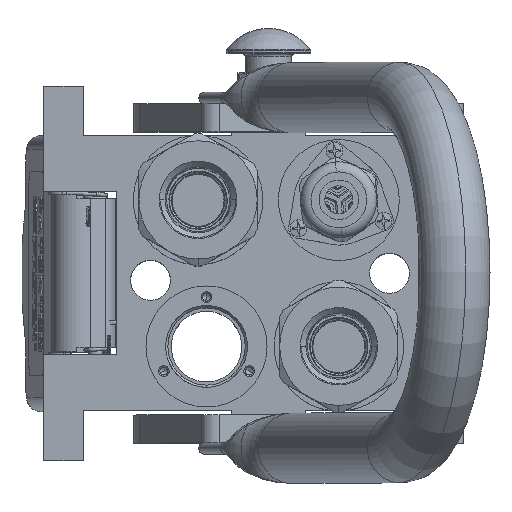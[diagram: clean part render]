
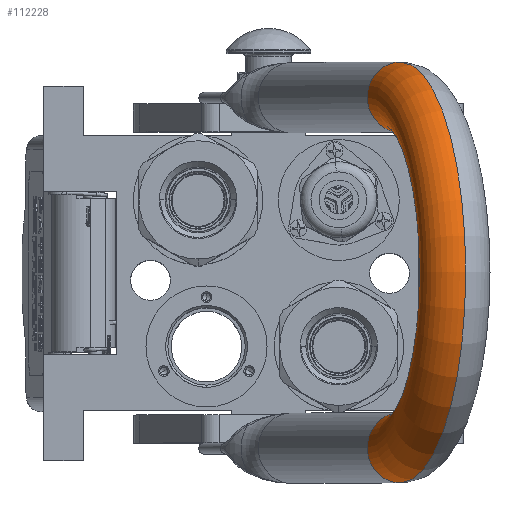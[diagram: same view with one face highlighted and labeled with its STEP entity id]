
A CAD part, top view. The second image highlights one B-rep face of the part: STEP entity #112228.
In plain terms, the highlighted toroidal (fillet/blend) face has major radius 62.25 mm and minor radius 12.5 mm.
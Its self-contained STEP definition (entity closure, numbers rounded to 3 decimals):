
#2412 = CARTESIAN_POINT ( 'NONE',  ( 49.75, 0., 125.25 ) ) ;
#3136 = DIRECTION ( 'NONE',  ( 0., 1., 0. ) ) ;
#8494 = EDGE_CURVE ( 'NONE', #13621, #123950, #141590, .T. ) ;
#8879 = DIRECTION ( 'NONE',  ( 1., 0., 0. ) ) ;
#13621 = VERTEX_POINT ( 'NONE', #23969 ) ;
#13925 = ORIENTED_EDGE ( 'NONE', *, *, #48997, .T. ) ;
#23969 = CARTESIAN_POINT ( 'NONE',  ( -74.75, 0., 125.25 ) ) ;
#27225 = CIRCLE ( 'NONE', #121688, 49.75 ) ;
#29102 = VERTEX_POINT ( 'NONE', #155216 ) ;
#37327 = ORIENTED_EDGE ( 'NONE', *, *, #70926, .F. ) ;
#39429 = CARTESIAN_POINT ( 'NONE',  ( 62.25, 0., 125.25 ) ) ;
#48856 = DIRECTION ( 'NONE',  ( 0., 0., 1. ) ) ;
#48997 = EDGE_CURVE ( 'NONE', #13621, #29102, #153138, .T. ) ;
#59757 = DIRECTION ( 'NONE',  ( -1., 0., 0. ) ) ;
#62022 = DIRECTION ( 'NONE',  ( -1., 0., 0. ) ) ;
#62652 = AXIS2_PLACEMENT_3D ( 'NONE', #39429, #135773, #63599 ) ;
#63599 = DIRECTION ( 'NONE',  ( 1., 0., 0. ) ) ;
#70926 = EDGE_CURVE ( 'NONE', #123950, #135326, #135273, .T. ) ;
#84522 = CARTESIAN_POINT ( 'NONE',  ( 0., 0., 125.25 ) ) ;
#86106 = EDGE_CURVE ( 'NONE', #29102, #135326, #27225, .T. ) ;
#86247 = CARTESIAN_POINT ( 'NONE',  ( 0., 0., 125.25 ) ) ;
#88140 = AXIS2_PLACEMENT_3D ( 'NONE', #129390, #117771, #8879 ) ;
#101029 = ORIENTED_EDGE ( 'NONE', *, *, #86106, .T. ) ;
#102265 = CARTESIAN_POINT ( 'NONE',  ( 74.75, 0., 125.25 ) ) ;
#111350 = ORIENTED_EDGE ( 'NONE', *, *, #8494, .F. ) ;
#112228 = ADVANCED_FACE ( 'NONE', ( #131701 ), #127914, .T. ) ;
#116372 = AXIS2_PLACEMENT_3D ( 'NONE', #84522, #132463, #59757 ) ;
#117771 = DIRECTION ( 'NONE',  ( 0., 1., 0. ) ) ;
#121017 = DIRECTION ( 'NONE',  ( -1., 0., 0. ) ) ;
#121688 = AXIS2_PLACEMENT_3D ( 'NONE', #86247, #3136, #62022 ) ;
#123950 = VERTEX_POINT ( 'NONE', #102265 ) ;
#127109 = AXIS2_PLACEMENT_3D ( 'NONE', #145297, #48856, #121017 ) ;
#127914 = TOROIDAL_SURFACE ( 'NONE', #88140, 62.25, 12.5 ) ;
#129390 = CARTESIAN_POINT ( 'NONE',  ( 0., 0., 125.25 ) ) ;
#131701 = FACE_OUTER_BOUND ( 'NONE', #149722, .T. ) ;
#132463 = DIRECTION ( 'NONE',  ( 0., 1., 0. ) ) ;
#135273 = CIRCLE ( 'NONE', #62652, 12.5 ) ;
#135326 = VERTEX_POINT ( 'NONE', #2412 ) ;
#135773 = DIRECTION ( 'NONE',  ( 0., 0., -1. ) ) ;
#141590 = CIRCLE ( 'NONE', #116372, 74.75 ) ;
#145297 = CARTESIAN_POINT ( 'NONE',  ( -62.25, 0., 125.25 ) ) ;
#149722 = EDGE_LOOP ( 'NONE', ( #101029, #37327, #111350, #13925 ) ) ;
#153138 = CIRCLE ( 'NONE', #127109, 12.5 ) ;
#155216 = CARTESIAN_POINT ( 'NONE',  ( -49.75, 0., 125.25 ) ) ;
